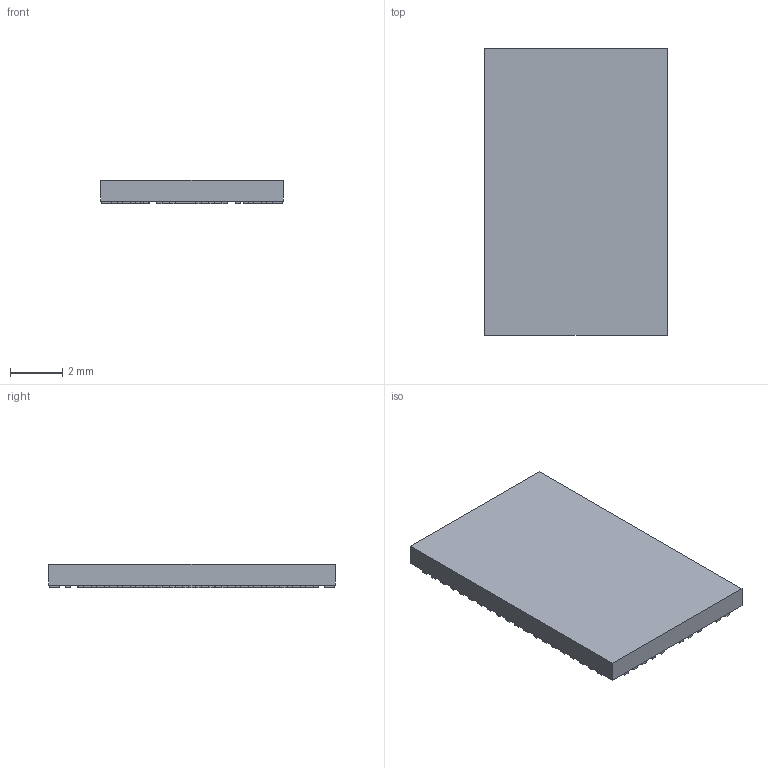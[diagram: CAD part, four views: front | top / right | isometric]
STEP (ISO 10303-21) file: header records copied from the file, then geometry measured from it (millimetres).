
FILE_DESCRIPTION(/* description */ (''),/* implementation_level */ '2;1');
FILE_NAME(/* name */ 'LT8491EUKJ#PBF.step',/* time_stamp */ '2024-04-24T21:57:37-07:00',/* author */ (''),/* organization */ (''),/* preprocessor_version */ 'ST-DEVELOPER v20',/* originating_system */ 'Autodesk Translation Framework v12.14.0.127',/* authorisation */ '');
FILE_SCHEMA (('AUTOMOTIVE_DESIGN { 1 0 10303 214 3 1 1 }'));
Length unit declared in the file: millimetre
Products named in the file (3): (Unsaved); Body; Pins
Assembly tree (2 placements, depth 2):
  (Unsaved)
    Body
    Pins
Bounding box: 7 x 11 x 0.9 mm (x, y, z)
Volume: 64.8 mm3; surface area: 260.1 mm2
Topology: 61 solids, 61 shells, 366 faces, 732 edges, 488 vertices
Faces by surface type: plane 366
Entity records: 9316 total; most frequent: CARTESIAN_POINT 1591, DIRECTION 1474, ORIENTED_EDGE 1464, LINE 732, VECTOR 732, EDGE_CURVE 732, VERTEX_POINT 488, AXIS2_PLACEMENT_3D 371
